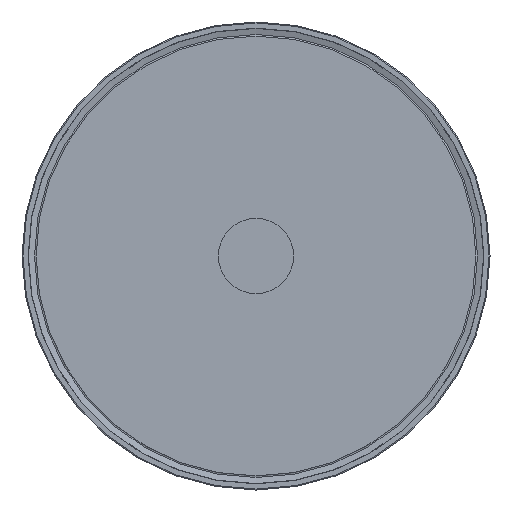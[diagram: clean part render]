
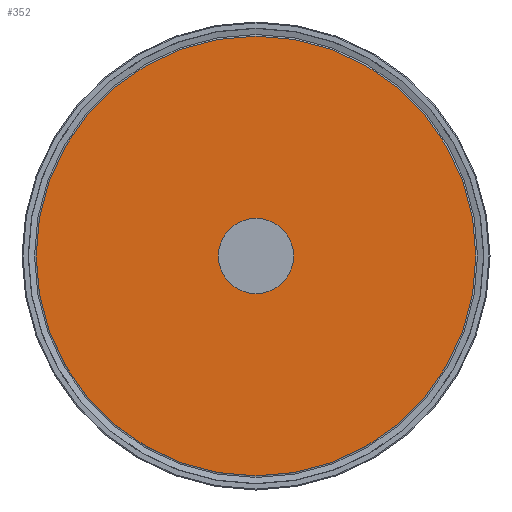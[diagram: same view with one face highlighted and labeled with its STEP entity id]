
A CAD part, left-side view. The second image highlights one B-rep face of the part: STEP entity #352.
In plain terms, the highlighted planar face has unit normal (-1, 0, 0).
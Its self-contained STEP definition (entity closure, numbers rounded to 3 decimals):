
#21=PLANE('',#428);
#26=FACE_BOUND('',#107,.T.);
#82=FACE_OUTER_BOUND('',#106,.T.);
#106=EDGE_LOOP('',(#323,#324));
#107=EDGE_LOOP('',(#325,#326));
#115=CIRCLE('',#382,6.);
#116=CIRCLE('',#383,6.);
#135=CIRCLE('',#409,35.);
#136=CIRCLE('',#410,35.);
#149=VERTEX_POINT('',#570);
#150=VERTEX_POINT('',#572);
#170=VERTEX_POINT('',#694);
#171=VERTEX_POINT('',#695);
#186=EDGE_CURVE('',#149,#150,#115,.T.);
#187=EDGE_CURVE('',#150,#149,#116,.T.);
#213=EDGE_CURVE('',#170,#171,#135,.T.);
#214=EDGE_CURVE('',#171,#170,#136,.T.);
#323=ORIENTED_EDGE('',*,*,#213,.T.);
#324=ORIENTED_EDGE('',*,*,#214,.T.);
#325=ORIENTED_EDGE('',*,*,#187,.F.);
#326=ORIENTED_EDGE('',*,*,#186,.F.);
#352=ADVANCED_FACE('',(#82,#26),#21,.F.);
#382=AXIS2_PLACEMENT_3D('',#573,#449,#450);
#383=AXIS2_PLACEMENT_3D('',#574,#451,#452);
#409=AXIS2_PLACEMENT_3D('',#696,#507,#508);
#410=AXIS2_PLACEMENT_3D('',#697,#509,#510);
#428=AXIS2_PLACEMENT_3D('',#729,#552,#553);
#449=DIRECTION('center_axis',(-1.,0.,0.));
#450=DIRECTION('ref_axis',(0.,0.,-1.));
#451=DIRECTION('center_axis',(-1.,0.,0.));
#452=DIRECTION('ref_axis',(0.,0.,-1.));
#507=DIRECTION('center_axis',(-1.,0.,0.));
#508=DIRECTION('ref_axis',(0.,0.,-1.));
#509=DIRECTION('center_axis',(-1.,0.,0.));
#510=DIRECTION('ref_axis',(0.,0.,-1.));
#552=DIRECTION('center_axis',(1.,0.,0.));
#553=DIRECTION('ref_axis',(0.,0.,-1.));
#570=CARTESIAN_POINT('',(-2.5,0.,-6.));
#572=CARTESIAN_POINT('',(-2.5,0.,6.));
#573=CARTESIAN_POINT('Origin',(-2.5,0.,0.));
#574=CARTESIAN_POINT('Origin',(-2.5,0.,0.));
#694=CARTESIAN_POINT('',(-2.5,0.,35.));
#695=CARTESIAN_POINT('',(-2.5,0.,-35.));
#696=CARTESIAN_POINT('Origin',(-2.5,0.,0.));
#697=CARTESIAN_POINT('Origin',(-2.5,0.,0.));
#729=CARTESIAN_POINT('Origin',(-2.5,25.075,0.));
